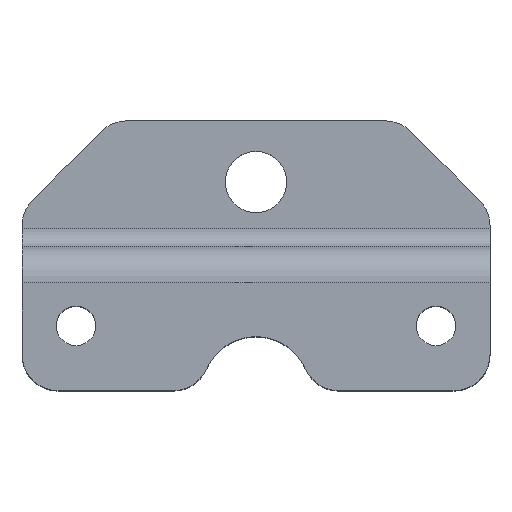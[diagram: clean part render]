
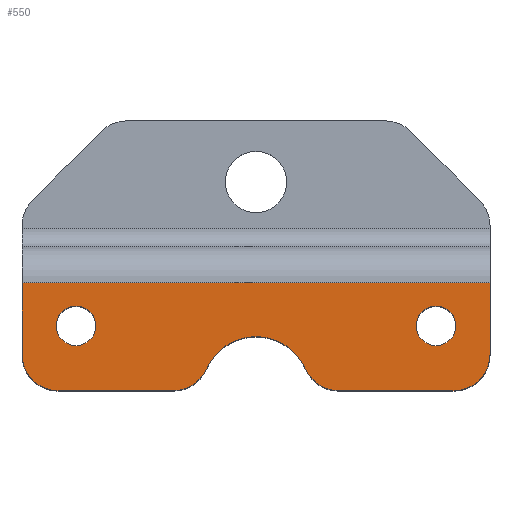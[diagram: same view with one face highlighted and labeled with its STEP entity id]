
A CAD part, top view. The second image highlights one B-rep face of the part: STEP entity #550.
In plain terms, the highlighted planar face has unit normal (0, 0, 1).
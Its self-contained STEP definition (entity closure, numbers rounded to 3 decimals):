
#37 = VERTEX_POINT ( 'NONE', #1321 ) ;
#62 = VECTOR ( 'NONE', #302, 1000. ) ;
#86 = DIRECTION ( 'NONE',  ( 0., 0., 1. ) ) ;
#89 = VERTEX_POINT ( 'NONE', #225 ) ;
#91 = DIRECTION ( 'NONE',  ( 0., 0., 1. ) ) ;
#96 = EDGE_CURVE ( 'NONE', #89, #37, #987, .T. ) ;
#100 = CIRCLE ( 'NONE', #420, 5.5 ) ;
#103 = DIRECTION ( 'NONE',  ( -1., 0., 0. ) ) ;
#133 = CARTESIAN_POINT ( 'NONE',  ( 22.913, 0., 5. ) ) ;
#157 = AXIS2_PLACEMENT_3D ( 'NONE', #971, #1204, #1308 ) ;
#175 = DIRECTION ( 'NONE',  ( 0., 0., 1. ) ) ;
#201 = VERTEX_POINT ( 'NONE', #133 ) ;
#207 = EDGE_CURVE ( 'NONE', #1342, #274, #854, .T. ) ;
#215 = CARTESIAN_POINT ( 'NONE',  ( -22.913, 10., 5. ) ) ;
#224 = ORIENTED_EDGE ( 'NONE', *, *, #1348, .T. ) ;
#225 = CARTESIAN_POINT ( 'NONE',  ( -65., 10., 5. ) ) ;
#226 = CARTESIAN_POINT ( 'NONE',  ( 65., 30., 5. ) ) ;
#254 = ORIENTED_EDGE ( 'NONE', *, *, #309, .F. ) ;
#257 = ORIENTED_EDGE ( 'NONE', *, *, #1297, .T. ) ;
#274 = VERTEX_POINT ( 'NONE', #1135 ) ;
#285 = FACE_BOUND ( 'NONE', #939, .T. ) ;
#288 = VERTEX_POINT ( 'NONE', #483 ) ;
#297 = LINE ( 'NONE', #1397, #62 ) ;
#302 = DIRECTION ( 'NONE',  ( -1., 0., 0. ) ) ;
#308 = DIRECTION ( 'NONE',  ( 0., 0., 1. ) ) ;
#309 = EDGE_CURVE ( 'NONE', #1013, #1207, #736, .T. ) ;
#324 = CARTESIAN_POINT ( 'NONE',  ( -65., 0., 5. ) ) ;
#356 = ORIENTED_EDGE ( 'NONE', *, *, #1202, .T. ) ;
#367 = CIRCLE ( 'NONE', #1059, 10. ) ;
#373 = EDGE_LOOP ( 'NONE', ( #257, #356, #1065, #925, #254, #1243, #1331, #224, #1147, #531 ) ) ;
#389 = CARTESIAN_POINT ( 'NONE',  ( -22.913, 0., 5. ) ) ;
#396 = LINE ( 'NONE', #421, #586 ) ;
#400 = CARTESIAN_POINT ( 'NONE',  ( 65., 10., 5. ) ) ;
#420 = AXIS2_PLACEMENT_3D ( 'NONE', #1035, #308, #1284 ) ;
#421 = CARTESIAN_POINT ( 'NONE',  ( 65., 0., 5. ) ) ;
#453 = VERTEX_POINT ( 'NONE', #1050 ) ;
#457 = VERTEX_POINT ( 'NONE', #400 ) ;
#462 = CARTESIAN_POINT ( 'NONE',  ( 50., 18., 5. ) ) ;
#480 = AXIS2_PLACEMENT_3D ( 'NONE', #501, #175, #928 ) ;
#481 = CARTESIAN_POINT ( 'NONE',  ( -55., 10., 5. ) ) ;
#483 = CARTESIAN_POINT ( 'NONE',  ( 13.748, 6., 5. ) ) ;
#496 = EDGE_CURVE ( 'NONE', #453, #457, #540, .T. ) ;
#499 = AXIS2_PLACEMENT_3D ( 'NONE', #651, #1188, #1404 ) ;
#501 = CARTESIAN_POINT ( 'NONE',  ( 55., 10., 5. ) ) ;
#524 = VECTOR ( 'NONE', #1079, 1000. ) ;
#531 = ORIENTED_EDGE ( 'NONE', *, *, #496, .T. ) ;
#536 = DIRECTION ( 'NONE',  ( 0., 1., 0. ) ) ;
#539 = DIRECTION ( 'NONE',  ( 1., 0., 0. ) ) ;
#540 = CIRCLE ( 'NONE', #480, 10. ) ;
#541 = CARTESIAN_POINT ( 'NONE',  ( -55.5, 18., 5. ) ) ;
#546 = VERTEX_POINT ( 'NONE', #849 ) ;
#550 = ADVANCED_FACE ( 'NONE', ( #658, #285, #1358 ), #846, .T. ) ;
#553 = EDGE_CURVE ( 'NONE', #1013, #546, #367, .T. ) ;
#562 = ORIENTED_EDGE ( 'NONE', *, *, #804, .F. ) ;
#563 = DIRECTION ( 'NONE',  ( 0., 0., -1. ) ) ;
#586 = VECTOR ( 'NONE', #536, 1000. ) ;
#604 = DIRECTION ( 'NONE',  ( 1., 0., 0. ) ) ;
#611 = ORIENTED_EDGE ( 'NONE', *, *, #207, .T. ) ;
#631 = DIRECTION ( 'NONE',  ( 1., 0., 0. ) ) ;
#643 = CARTESIAN_POINT ( 'NONE',  ( 55.5, 18., 5. ) ) ;
#651 = CARTESIAN_POINT ( 'NONE',  ( 22.913, 10., 5. ) ) ;
#654 = CARTESIAN_POINT ( 'NONE',  ( 50., 18., 5. ) ) ;
#658 = FACE_BOUND ( 'NONE', #893, .T. ) ;
#667 = DIRECTION ( 'NONE',  ( -1., 0., 0. ) ) ;
#669 = EDGE_CURVE ( 'NONE', #274, #1342, #1239, .T. ) ;
#730 = AXIS2_PLACEMENT_3D ( 'NONE', #481, #822, #604 ) ;
#736 = LINE ( 'NONE', #1364, #1098 ) ;
#788 = VECTOR ( 'NONE', #1288, 1000. ) ;
#803 = LINE ( 'NONE', #1182, #788 ) ;
#804 = EDGE_CURVE ( 'NONE', #1279, #1070, #950, .T. ) ;
#811 = VERTEX_POINT ( 'NONE', #226 ) ;
#822 = DIRECTION ( 'NONE',  ( 0., 0., 1. ) ) ;
#826 = ORIENTED_EDGE ( 'NONE', *, *, #1086, .F. ) ;
#835 = CIRCLE ( 'NONE', #499, 10. ) ;
#841 = AXIS2_PLACEMENT_3D ( 'NONE', #1186, #91, #631 ) ;
#846 = PLANE ( 'NONE',  #841 ) ;
#847 = ORIENTED_EDGE ( 'NONE', *, *, #669, .T. ) ;
#849 = CARTESIAN_POINT ( 'NONE',  ( -13.748, 6., 5. ) ) ;
#854 = CIRCLE ( 'NONE', #944, 5.5 ) ;
#893 = EDGE_LOOP ( 'NONE', ( #611, #847 ) ) ;
#910 = DIRECTION ( 'NONE',  ( -1., 0., 0. ) ) ;
#922 = CARTESIAN_POINT ( 'NONE',  ( -44.5, 18., 5. ) ) ;
#925 = ORIENTED_EDGE ( 'NONE', *, *, #978, .T. ) ;
#927 = DIRECTION ( 'NONE',  ( 1., 0., 0. ) ) ;
#928 = DIRECTION ( 'NONE',  ( 1., 0., 0. ) ) ;
#939 = EDGE_LOOP ( 'NONE', ( #826, #562 ) ) ;
#944 = AXIS2_PLACEMENT_3D ( 'NONE', #462, #1327, #667 ) ;
#950 = CIRCLE ( 'NONE', #157, 5.5 ) ;
#969 = EDGE_CURVE ( 'NONE', #288, #546, #1271, .T. ) ;
#971 = CARTESIAN_POINT ( 'NONE',  ( -50., 18., 5. ) ) ;
#978 = EDGE_CURVE ( 'NONE', #89, #1207, #1096, .T. ) ;
#987 = LINE ( 'NONE', #324, #524 ) ;
#1013 = VERTEX_POINT ( 'NONE', #389 ) ;
#1035 = CARTESIAN_POINT ( 'NONE',  ( -50., 18., 5. ) ) ;
#1050 = CARTESIAN_POINT ( 'NONE',  ( 55., 0., 5. ) ) ;
#1059 = AXIS2_PLACEMENT_3D ( 'NONE', #215, #86, #539 ) ;
#1065 = ORIENTED_EDGE ( 'NONE', *, *, #96, .F. ) ;
#1070 = VERTEX_POINT ( 'NONE', #922 ) ;
#1079 = DIRECTION ( 'NONE',  ( 0., 1., 0. ) ) ;
#1086 = EDGE_CURVE ( 'NONE', #1070, #1279, #100, .T. ) ;
#1096 = CIRCLE ( 'NONE', #730, 10. ) ;
#1098 = VECTOR ( 'NONE', #910, 1000. ) ;
#1135 = CARTESIAN_POINT ( 'NONE',  ( 44.5, 18., 5. ) ) ;
#1147 = ORIENTED_EDGE ( 'NONE', *, *, #1392, .F. ) ;
#1149 = CARTESIAN_POINT ( 'NONE',  ( 0., 0., 5. ) ) ;
#1164 = CARTESIAN_POINT ( 'NONE',  ( -55., 0., 5. ) ) ;
#1182 = CARTESIAN_POINT ( 'NONE',  ( 65., 0., 5. ) ) ;
#1186 = CARTESIAN_POINT ( 'NONE',  ( 65., 0., 5. ) ) ;
#1188 = DIRECTION ( 'NONE',  ( 0., 0., 1. ) ) ;
#1202 = EDGE_CURVE ( 'NONE', #811, #37, #297, .T. ) ;
#1204 = DIRECTION ( 'NONE',  ( 0., 0., 1. ) ) ;
#1207 = VERTEX_POINT ( 'NONE', #1164 ) ;
#1239 = CIRCLE ( 'NONE', #1258, 5.5 ) ;
#1241 = AXIS2_PLACEMENT_3D ( 'NONE', #1149, #1249, #927 ) ;
#1243 = ORIENTED_EDGE ( 'NONE', *, *, #553, .T. ) ;
#1249 = DIRECTION ( 'NONE',  ( 0., 0., 1. ) ) ;
#1258 = AXIS2_PLACEMENT_3D ( 'NONE', #654, #563, #103 ) ;
#1271 = CIRCLE ( 'NONE', #1241, 15. ) ;
#1279 = VERTEX_POINT ( 'NONE', #541 ) ;
#1284 = DIRECTION ( 'NONE',  ( 1., 0., 0. ) ) ;
#1288 = DIRECTION ( 'NONE',  ( -1., 0., 0. ) ) ;
#1297 = EDGE_CURVE ( 'NONE', #457, #811, #396, .T. ) ;
#1308 = DIRECTION ( 'NONE',  ( 1., 0., 0. ) ) ;
#1321 = CARTESIAN_POINT ( 'NONE',  ( -65., 30., 5. ) ) ;
#1327 = DIRECTION ( 'NONE',  ( 0., 0., -1. ) ) ;
#1331 = ORIENTED_EDGE ( 'NONE', *, *, #969, .F. ) ;
#1342 = VERTEX_POINT ( 'NONE', #643 ) ;
#1348 = EDGE_CURVE ( 'NONE', #288, #201, #835, .T. ) ;
#1358 = FACE_OUTER_BOUND ( 'NONE', #373, .T. ) ;
#1364 = CARTESIAN_POINT ( 'NONE',  ( 65., 0., 5. ) ) ;
#1392 = EDGE_CURVE ( 'NONE', #453, #201, #803, .T. ) ;
#1397 = CARTESIAN_POINT ( 'NONE',  ( -65., 30., 5. ) ) ;
#1404 = DIRECTION ( 'NONE',  ( 1., 0., 0. ) ) ;
